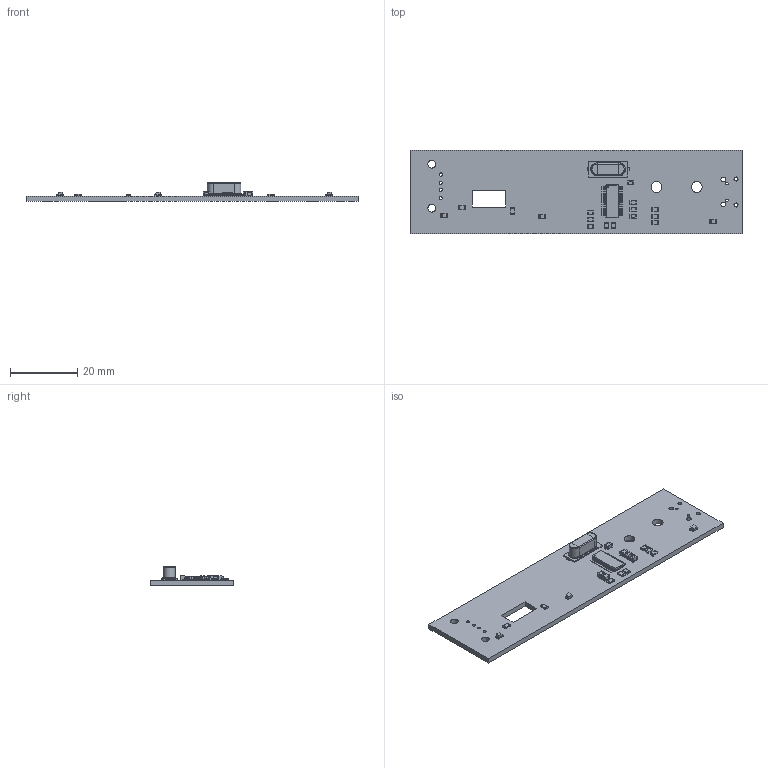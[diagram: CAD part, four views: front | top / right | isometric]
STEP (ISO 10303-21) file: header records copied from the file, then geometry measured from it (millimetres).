
FILE_DESCRIPTION(('KiCad electronic assembly'),'2;1');
FILE_NAME('Usb_ext.step','2022-09-11T17:21:59',('Pcbnew'),('Kicad'), 'Open CASCADE STEP processor 7.6','KiCad to STEP converter','Unknown' );
FILE_SCHEMA(('AUTOMOTIVE_DESIGN { 1 0 10303 214 1 1 1 1 }'));
Length unit declared in the file: millimetre
Products named in the file (12): Usb_ext 1; LED_0805_2012Metric; SOLID; C_0805_2012Metric; R_0805_2012Metric; Crystal_SMD_HC49-SD; SSOP-28_3.9x9.9mm_P0.635mm; Usb_ext PCB
Assembly tree (25 placements, depth 3):
  Usb_ext 1
    LED_0805_2012Metric  x3
      SOLID
    C_0805_2012Metric  x6
      SOLID
    R_0805_2012Metric  x8
      SOLID
    Crystal_SMD_HC49-SD
      SOLID
    SSOP-28_3.9x9.9mm_P0.635mm
      SOLID
    Usb_ext PCB
Bounding box: 99 x 25 x 5.65 mm (x, y, z)
Volume: 4035.3 mm3; surface area: 5852.5 mm2
Topology: 20 solids, 20 shells, 1051 faces, 2772 edges, 1778 vertices
Faces by surface type: bspline 1027, cylinder 14, plane 10
Full cylindrical faces by diameter (mm): 0.8 x2, 0.95 x4, 1.2 x2, 1.4 x2, 2.3 x2, 3.2 x2
Entity records: 41718 total; most frequent: CARTESIAN_POINT 15444, B_SPLINE_CURVE_WITH_KNOTS 4226, ORIENTED_EDGE 3340, PCURVE 3340, DEFINITIONAL_REPRESENTATION 3340, EDGE_CURVE 1670, SURFACE_CURVE 1655, VERTEX_POINT 1058
